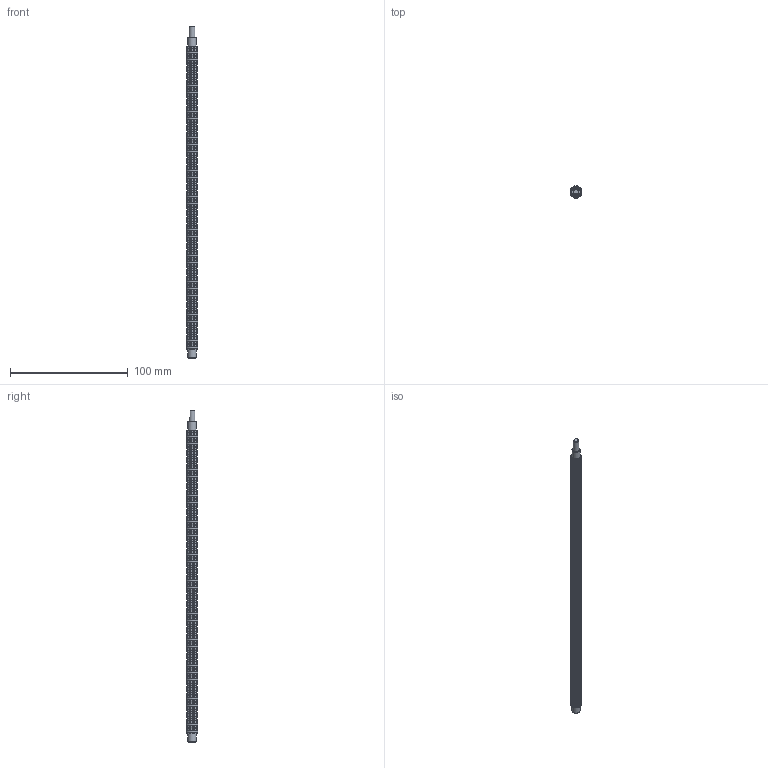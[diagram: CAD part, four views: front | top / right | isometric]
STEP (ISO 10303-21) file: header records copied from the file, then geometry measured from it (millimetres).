
FILE_DESCRIPTION(('FreeCAD Model'),'2;1');
FILE_NAME('drive_rod_10mm_mini_full_length.step','2016-11-16T15:25:10',('Author'),(''), 'Open CASCADE STEP processor 6.8','FreeCAD','Unknown');
FILE_SCHEMA(('AUTOMOTIVE_DESIGN_CC2 { 1 2 10303 214 -1 1 5 4 }'));
Length unit declared in the file: millimetre
Products named in the file (2): ASSEMBLY; Chamfer001
Assembly tree (1 placements, depth 2):
  ASSEMBLY
    Chamfer001
Bounding box: 10 x 10 x 282 mm (x, y, z)
Volume: 17796.4 mm3; surface area: 14375.2 mm2
Topology: 1 solids, 1 shells, 530 faces, 1057 edges, 532 vertices
Faces by surface type: cone 261, cylinder 261, plane 7, bspline 1
Full cylindrical faces by diameter (mm): 5 x1, 7 x2, 8 x129, 10 x129
Entity records: 27134 total; most frequent: DIRECTION 4736, CARTESIAN_POINT 4407, LINE 2613, VECTOR 2613, ORIENTED_EDGE 2114, PCURVE 2114, DEFINITIONAL_REPRESENTATION 2114, AXIS2_PLACEMENT_3D 1060
